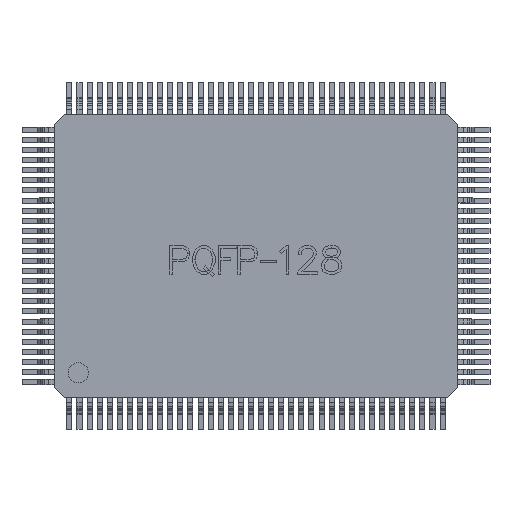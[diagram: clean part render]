
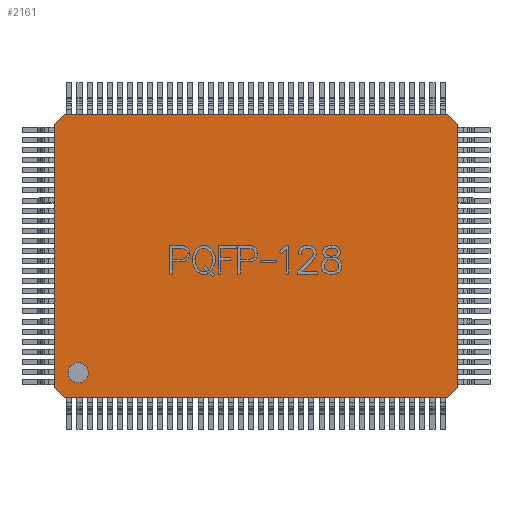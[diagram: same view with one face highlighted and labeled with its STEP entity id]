
A CAD part, top view. The second image highlights one B-rep face of the part: STEP entity #2161.
In plain terms, the highlighted planar face has unit normal (0, 0, 1).
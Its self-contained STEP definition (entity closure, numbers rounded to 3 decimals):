
#4 = VERTEX_POINT ( 'NONE', #1866 ) ;
#5 = EDGE_CURVE ( 'NONE', #4, #8781, #1865, .T. ) ;
#10 = VERTEX_POINT ( 'NONE', #1915 ) ;
#11 = VERTEX_POINT ( 'NONE', #1914 ) ;
#14 = EDGE_CURVE ( 'NONE', #11, #10, #1907, .T. ) ;
#23 = VERTEX_POINT ( 'NONE', #1889 ) ;
#24 = EDGE_CURVE ( 'NONE', #26, #23, #1888, .T. ) ;
#26 = VERTEX_POINT ( 'NONE', #1944 ) ;
#80 = CARTESIAN_POINT ( 'NONE',  ( -9.5, 7., 2.8 ) ) ;
#628 = ORIENTED_EDGE ( 'NONE', *, *, #5, .F. ) ;
#635 = EDGE_CURVE ( 'NONE', #4, #23, #2080, .T. ) ;
#637 = ORIENTED_EDGE ( 'NONE', *, *, #635, .T. ) ;
#639 = EDGE_CURVE ( 'NONE', #11, #8781, #2075, .T. ) ;
#640 = ORIENTED_EDGE ( 'NONE', *, *, #24, .F. ) ;
#1862 = DIRECTION ( 'NONE',  ( 0.707, 0.707, 0. ) ) ;
#1863 = VECTOR ( 'NONE', #1862, 1000. ) ;
#1864 = CARTESIAN_POINT ( 'NONE',  ( -10., 6.5, 2.8 ) ) ;
#1865 = LINE ( 'NONE', #1864, #1863 ) ;
#1866 = CARTESIAN_POINT ( 'NONE',  ( -10., 6.5, 2.8 ) ) ;
#1885 = DIRECTION ( 'NONE',  ( -0.707, 0.707, 0. ) ) ;
#1886 = VECTOR ( 'NONE', #1885, 1000. ) ;
#1887 = CARTESIAN_POINT ( 'NONE',  ( -9.5, -7., 2.8 ) ) ;
#1888 = LINE ( 'NONE', #1887, #1886 ) ;
#1889 = CARTESIAN_POINT ( 'NONE',  ( -10., -6.5, 2.8 ) ) ;
#1904 = DIRECTION ( 'NONE',  ( 0.707, -0.707, 0. ) ) ;
#1905 = VECTOR ( 'NONE', #1904, 1000. ) ;
#1906 = CARTESIAN_POINT ( 'NONE',  ( 9.5, 7., 2.8 ) ) ;
#1907 = LINE ( 'NONE', #1906, #1905 ) ;
#1914 = CARTESIAN_POINT ( 'NONE',  ( 9.5, 7., 2.8 ) ) ;
#1915 = CARTESIAN_POINT ( 'NONE',  ( 10., 6.5, 2.8 ) ) ;
#1944 = CARTESIAN_POINT ( 'NONE',  ( -9.5, -7., 2.8 ) ) ;
#2072 = DIRECTION ( 'NONE',  ( -1., 0., 0. ) ) ;
#2073 = VECTOR ( 'NONE', #2072, 1000. ) ;
#2074 = CARTESIAN_POINT ( 'NONE',  ( 9.5, 7., 2.8 ) ) ;
#2075 = LINE ( 'NONE', #2074, #2073 ) ;
#2077 = DIRECTION ( 'NONE',  ( 0., -1., 0. ) ) ;
#2078 = VECTOR ( 'NONE', #2077, 1000. ) ;
#2079 = CARTESIAN_POINT ( 'NONE',  ( -10., 6.5, 2.8 ) ) ;
#2080 = LINE ( 'NONE', #2079, #2078 ) ;
#2149 = VERTEX_POINT ( 'NONE', #8032 ) ;
#2150 = ORIENTED_EDGE ( 'NONE', *, *, #2160, .T. ) ;
#2151 = EDGE_CURVE ( 'NONE', #2152, #2149, #8031, .T. ) ;
#2152 = VERTEX_POINT ( 'NONE', #8027 ) ;
#2153 = ORIENTED_EDGE ( 'NONE', *, *, #2151, .T. ) ;
#2154 = EDGE_CURVE ( 'NONE', #26, #2152, #8026, .T. ) ;
#2155 = EDGE_LOOP ( 'NONE', ( #2156, #2153, #2150, #2158, #2159, #628, #637, #640 ) ) ;
#2156 = ORIENTED_EDGE ( 'NONE', *, *, #2154, .T. ) ;
#2158 = ORIENTED_EDGE ( 'NONE', *, *, #14, .F. ) ;
#2159 = ORIENTED_EDGE ( 'NONE', *, *, #639, .T. ) ;
#2160 = EDGE_CURVE ( 'NONE', #2149, #10, #8080, .T. ) ;
#2161 = ADVANCED_FACE ( 'NONE', ( #8076 ), #8074, .F. ) ;
#8023 = DIRECTION ( 'NONE',  ( 1., 0., 0. ) ) ;
#8024 = VECTOR ( 'NONE', #8023, 1000. ) ;
#8025 = CARTESIAN_POINT ( 'NONE',  ( -9.5, -7., 2.8 ) ) ;
#8026 = LINE ( 'NONE', #8025, #8024 ) ;
#8027 = CARTESIAN_POINT ( 'NONE',  ( 9.5, -7., 2.8 ) ) ;
#8028 = DIRECTION ( 'NONE',  ( 0.707, 0.707, 0. ) ) ;
#8029 = VECTOR ( 'NONE', #8028, 1000. ) ;
#8030 = CARTESIAN_POINT ( 'NONE',  ( 9.5, -7., 2.8 ) ) ;
#8031 = LINE ( 'NONE', #8030, #8029 ) ;
#8032 = CARTESIAN_POINT ( 'NONE',  ( 10., -6.5, 2.8 ) ) ;
#8070 = DIRECTION ( 'NONE',  ( -1., 0., 0. ) ) ;
#8071 = DIRECTION ( 'NONE',  ( 0., 0., -1. ) ) ;
#8072 = CARTESIAN_POINT ( 'NONE',  ( -10., -6.5, 2.8 ) ) ;
#8073 = AXIS2_PLACEMENT_3D ( 'NONE', #8072, #8071, #8070 ) ;
#8074 = PLANE ( 'NONE',  #8073 ) ;
#8076 = FACE_OUTER_BOUND ( 'NONE', #2155, .T. ) ;
#8077 = DIRECTION ( 'NONE',  ( 0., 1., 0. ) ) ;
#8078 = VECTOR ( 'NONE', #8077, 1000. ) ;
#8079 = CARTESIAN_POINT ( 'NONE',  ( 10., -6.5, 2.8 ) ) ;
#8080 = LINE ( 'NONE', #8079, #8078 ) ;
#8781 = VERTEX_POINT ( 'NONE', #80 ) ;
